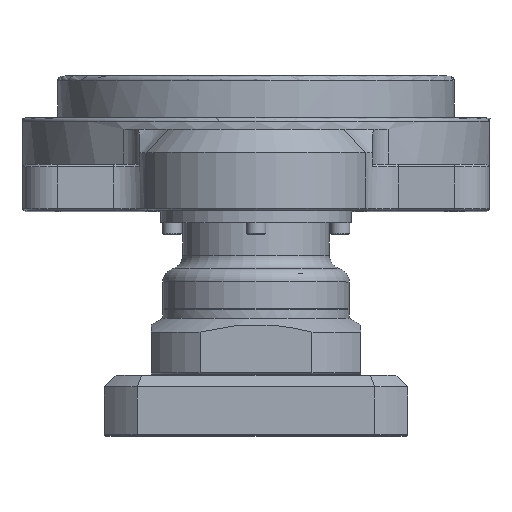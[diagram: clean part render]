
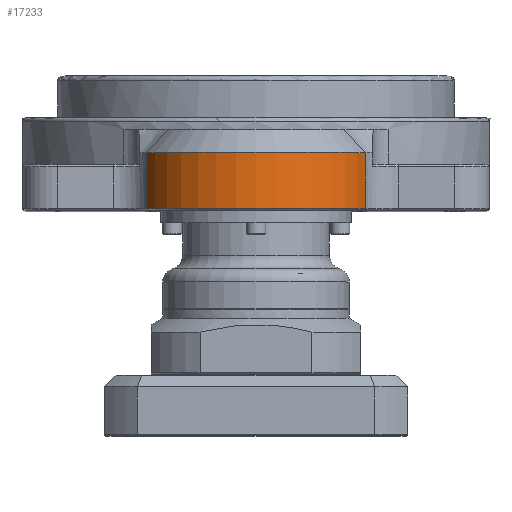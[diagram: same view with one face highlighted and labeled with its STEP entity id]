
A CAD part, top view. The second image highlights one B-rep face of the part: STEP entity #17233.
In plain terms, the highlighted cylindrical face has radius 50 mm (diameter 100 mm), a partial arc.
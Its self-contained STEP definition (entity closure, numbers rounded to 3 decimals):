
#774 = EDGE_LOOP ( 'NONE', ( #19113, #22070, #15696, #9956 ) ) ;
#1415 = CARTESIAN_POINT ( 'NONE',  ( 46.909, 25., 109.808 ) ) ;
#1723 = CARTESIAN_POINT ( 'NONE',  ( -46.909, 25., 109.808 ) ) ;
#4072 = VERTEX_POINT ( 'NONE', #21165 ) ;
#4162 = LINE ( 'NONE', #5924, #5447 ) ;
#5447 = VECTOR ( 'NONE', #21361, 1000. ) ;
#5924 = CARTESIAN_POINT ( 'NONE',  ( 46.909, 35., 109.808 ) ) ;
#7673 = EDGE_CURVE ( 'NONE', #20262, #17908, #15437, .T. ) ;
#8157 = DIRECTION ( 'NONE',  ( 0., -1., 0. ) ) ;
#8861 = DIRECTION ( 'NONE',  ( 0., -1., 0. ) ) ;
#8921 = CARTESIAN_POINT ( 'NONE',  ( 0., 1., 92.5 ) ) ;
#9847 = CARTESIAN_POINT ( 'NONE',  ( 0., 35., 92.5 ) ) ;
#9956 = ORIENTED_EDGE ( 'NONE', *, *, #7673, .T. ) ;
#10642 = DIRECTION ( 'NONE',  ( 0., 0., 1. ) ) ;
#10857 = AXIS2_PLACEMENT_3D ( 'NONE', #9847, #8157, #20142 ) ;
#11052 = VERTEX_POINT ( 'NONE', #15689 ) ;
#12089 = EDGE_CURVE ( 'NONE', #4072, #20262, #4162, .T. ) ;
#12261 = FACE_OUTER_BOUND ( 'NONE', #774, .T. ) ;
#13274 = CYLINDRICAL_SURFACE ( 'NONE', #10857, 50. ) ;
#15437 = CIRCLE ( 'NONE', #22012, 50. ) ;
#15689 = CARTESIAN_POINT ( 'NONE',  ( -46.909, 1., 109.808 ) ) ;
#15696 = ORIENTED_EDGE ( 'NONE', *, *, #12089, .T. ) ;
#15915 = DIRECTION ( 'NONE',  ( 0., -1., 0. ) ) ;
#16445 = AXIS2_PLACEMENT_3D ( 'NONE', #8921, #20938, #10642 ) ;
#17233 = ADVANCED_FACE ( 'NONE', ( #12261 ), #13274, .T. ) ;
#17908 = VERTEX_POINT ( 'NONE', #1723 ) ;
#17978 = EDGE_CURVE ( 'NONE', #11052, #4072, #18633, .T. ) ;
#18038 = EDGE_CURVE ( 'NONE', #17908, #11052, #18367, .T. ) ;
#18285 = VECTOR ( 'NONE', #15915, 1000. ) ;
#18367 = LINE ( 'NONE', #19429, #18285 ) ;
#18633 = CIRCLE ( 'NONE', #16445, 50. ) ;
#19113 = ORIENTED_EDGE ( 'NONE', *, *, #18038, .T. ) ;
#19161 = CARTESIAN_POINT ( 'NONE',  ( 0., 25., 92.5 ) ) ;
#19429 = CARTESIAN_POINT ( 'NONE',  ( -46.909, 35., 109.808 ) ) ;
#20142 = DIRECTION ( 'NONE',  ( 0., 0., 1. ) ) ;
#20262 = VERTEX_POINT ( 'NONE', #1415 ) ;
#20879 = DIRECTION ( 'NONE',  ( 0., 0., -1. ) ) ;
#20938 = DIRECTION ( 'NONE',  ( 0., 1., 0. ) ) ;
#21165 = CARTESIAN_POINT ( 'NONE',  ( 46.909, 1., 109.808 ) ) ;
#21361 = DIRECTION ( 'NONE',  ( 0., 1., 0. ) ) ;
#22012 = AXIS2_PLACEMENT_3D ( 'NONE', #19161, #8861, #20879 ) ;
#22070 = ORIENTED_EDGE ( 'NONE', *, *, #17978, .T. ) ;
